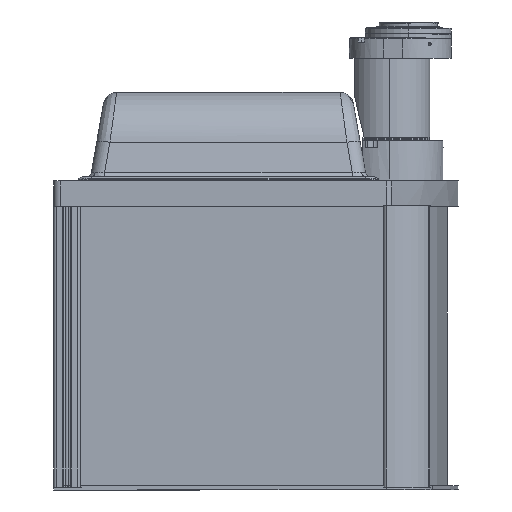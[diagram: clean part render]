
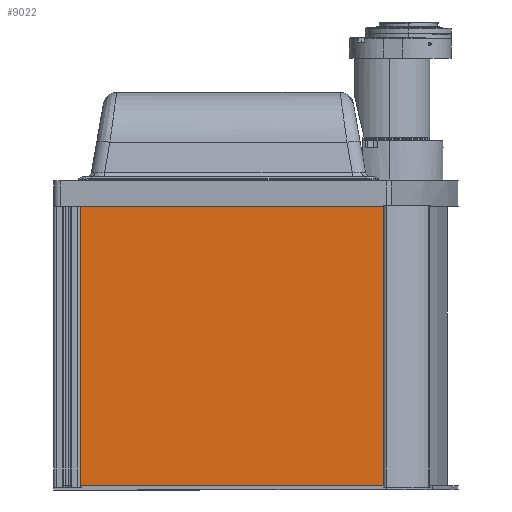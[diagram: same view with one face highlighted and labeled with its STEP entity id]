
A CAD part, left-side view. The second image highlights one B-rep face of the part: STEP entity #9022.
In plain terms, the highlighted planar face has unit normal (-1, 0, 0).
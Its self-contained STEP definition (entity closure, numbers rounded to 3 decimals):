
#1309 = CARTESIAN_POINT ( 'NONE',  ( -121.5, 117.45, -146.22 ) ) ;
#1531 = VECTOR ( 'NONE', #2157, 1000. ) ;
#1611 = ORIENTED_EDGE ( 'NONE', *, *, #6214, .T. ) ;
#2157 = DIRECTION ( 'NONE',  ( 0., 0., -1. ) ) ;
#2407 = CARTESIAN_POINT ( 'NONE',  ( -121.5, 236.25, -41.22 ) ) ;
#2828 = DIRECTION ( 'NONE',  ( 1., 0., 0. ) ) ;
#2871 = VECTOR ( 'NONE', #14957, 1000. ) ;
#3128 = VERTEX_POINT ( 'NONE', #2407 ) ;
#3323 = EDGE_LOOP ( 'NONE', ( #11056, #1611, #9337, #8156 ) ) ;
#4197 = CARTESIAN_POINT ( 'NONE',  ( -121.5, 236.25, -251.22 ) ) ;
#4422 = LINE ( 'NONE', #19829, #2871 ) ;
#4626 = DIRECTION ( 'NONE',  ( 0., -1., 0. ) ) ;
#5160 = CARTESIAN_POINT ( 'NONE',  ( -121.5, -1.35, -41.22 ) ) ;
#5572 = VERTEX_POINT ( 'NONE', #4197 ) ;
#6064 = VERTEX_POINT ( 'NONE', #17740 ) ;
#6214 = EDGE_CURVE ( 'NONE', #5572, #13039, #4422, .T. ) ;
#6770 = VECTOR ( 'NONE', #15958, 1000. ) ;
#6907 = CARTESIAN_POINT ( 'NONE',  ( -121.5, 236.25, -41.22 ) ) ;
#7821 = FACE_OUTER_BOUND ( 'NONE', #3323, .T. ) ;
#8156 = ORIENTED_EDGE ( 'NONE', *, *, #14671, .T. ) ;
#9022 = ADVANCED_FACE ( 'NONE', ( #7821 ), #9518, .F. ) ;
#9337 = ORIENTED_EDGE ( 'NONE', *, *, #10556, .T. ) ;
#9518 = PLANE ( 'NONE',  #17932 ) ;
#9741 = VECTOR ( 'NONE', #10243, 1000. ) ;
#9878 = LINE ( 'NONE', #6907, #1531 ) ;
#10243 = DIRECTION ( 'NONE',  ( 0., 1., 0. ) ) ;
#10556 = EDGE_CURVE ( 'NONE', #13039, #6064, #11351, .T. ) ;
#11056 = ORIENTED_EDGE ( 'NONE', *, *, #17325, .T. ) ;
#11351 = LINE ( 'NONE', #14319, #6770 ) ;
#13039 = VERTEX_POINT ( 'NONE', #15020 ) ;
#14319 = CARTESIAN_POINT ( 'NONE',  ( -121.5, -1.35, -41.22 ) ) ;
#14671 = EDGE_CURVE ( 'NONE', #6064, #3128, #20426, .T. ) ;
#14957 = DIRECTION ( 'NONE',  ( 0., -1., 0. ) ) ;
#15020 = CARTESIAN_POINT ( 'NONE',  ( -121.5, -1.35, -251.22 ) ) ;
#15958 = DIRECTION ( 'NONE',  ( 0., 0., 1. ) ) ;
#17325 = EDGE_CURVE ( 'NONE', #3128, #5572, #9878, .T. ) ;
#17740 = CARTESIAN_POINT ( 'NONE',  ( -121.5, -1.35, -41.22 ) ) ;
#17932 = AXIS2_PLACEMENT_3D ( 'NONE', #1309, #2828, #4626 ) ;
#19829 = CARTESIAN_POINT ( 'NONE',  ( -121.5, -1.35, -251.22 ) ) ;
#20426 = LINE ( 'NONE', #5160, #9741 ) ;
